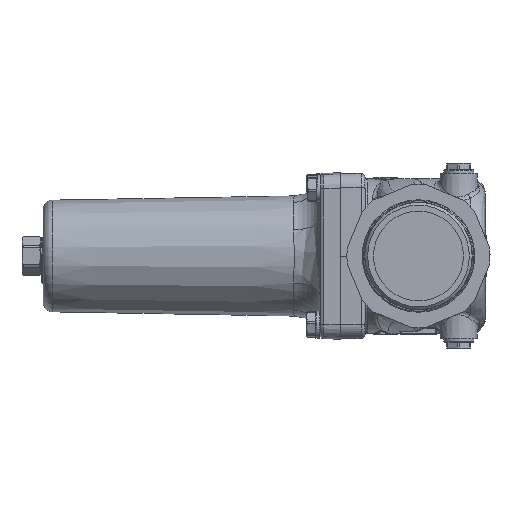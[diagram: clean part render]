
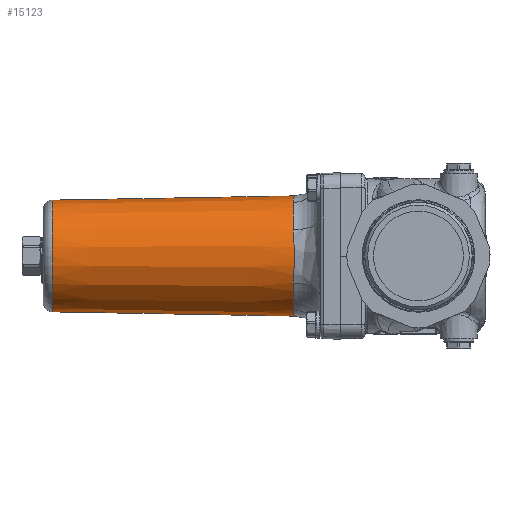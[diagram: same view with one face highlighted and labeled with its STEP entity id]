
A CAD part, left-side view. The second image highlights one B-rep face of the part: STEP entity #15123.
In plain terms, the highlighted conical face has half-angle 1 degrees and reference radius 33 mm.
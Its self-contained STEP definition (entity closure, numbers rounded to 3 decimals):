
#997=B_SPLINE_CURVE_WITH_KNOTS('',3,(#40954,#40955,#40956,#40957,#40958,
#40959),.UNSPECIFIED.,.F.,.F.,(4,1,1,4),(-3.142,-2.244,
-0.449,0.),.UNSPECIFIED.);
#998=B_SPLINE_CURVE_WITH_KNOTS('',3,(#40962,#40963,#40964,#40965,#40966,
#40967,#40968),.UNSPECIFIED.,.F.,.F.,(4,1,1,1,4),(-3.142,-2.244,
-0.449,1.346,3.142),.UNSPECIFIED.);
#999=B_SPLINE_CURVE_WITH_KNOTS('',3,(#40970,#40971,#40972,#40973,#40974,
#40975,#40976),.UNSPECIFIED.,.F.,.F.,(4,1,1,1,4),(-3.142,-2.244,
-0.449,1.346,3.142),.UNSPECIFIED.);
#1000=B_SPLINE_CURVE_WITH_KNOTS('',3,(#40979,#40980,#40981,#40982,#40983,
#40984,#40985),.UNSPECIFIED.,.F.,.F.,(4,1,1,1,4),(-3.142,-2.244,
-0.449,1.346,3.142),.UNSPECIFIED.);
#1001=B_SPLINE_CURVE_WITH_KNOTS('',3,(#40986,#40987,#40988,#40989,#40990),
 .UNSPECIFIED.,.F.,.F.,(4,1,4),(0.,1.346,3.142),
 .UNSPECIFIED.);
#2682=FACE_OUTER_BOUND('',#3678,.T.);
#3678=EDGE_LOOP('',(#13333,#13334,#13335,#13336,#13337,#13338,#13339,#13340,
#13341,#13342,#13343,#13344,#13345));
#4338=LINE('',#40952,#4944);
#4944=VECTOR('',#19692,33.);
#5632=CIRCLE('',#16278,32.743);
#5639=CIRCLE('',#16287,32.743);
#5698=CIRCLE('',#16512,30.45);
#5700=CIRCLE('',#16514,30.45);
#5701=CIRCLE('',#16516,32.743);
#5702=CIRCLE('',#16517,32.743);
#6822=VERTEX_POINT('',#39979);
#6823=VERTEX_POINT('',#39981);
#6833=VERTEX_POINT('',#40007);
#6835=VERTEX_POINT('',#40010);
#6999=VERTEX_POINT('',#40945);
#7000=VERTEX_POINT('',#40946);
#7001=VERTEX_POINT('',#40951);
#7002=VERTEX_POINT('',#40953);
#7003=VERTEX_POINT('',#40960);
#7004=VERTEX_POINT('',#40969);
#7005=VERTEX_POINT('',#40977);
#8863=EDGE_CURVE('',#6822,#6823,#5632,.T.);
#8875=EDGE_CURVE('',#6833,#6835,#5639,.T.);
#9160=EDGE_CURVE('',#6999,#7000,#5698,.T.);
#9162=EDGE_CURVE('',#7000,#6999,#5700,.T.);
#9163=EDGE_CURVE('',#6999,#7001,#4338,.T.);
#9164=EDGE_CURVE('',#7002,#7001,#997,.T.);
#9165=EDGE_CURVE('',#7003,#7002,#5701,.T.);
#9166=EDGE_CURVE('',#6835,#7003,#998,.T.);
#9167=EDGE_CURVE('',#7004,#6833,#999,.T.);
#9168=EDGE_CURVE('',#7005,#7004,#5702,.T.);
#9169=EDGE_CURVE('',#6823,#7005,#1000,.T.);
#9170=EDGE_CURVE('',#7001,#6822,#1001,.T.);
#13333=ORIENTED_EDGE('',*,*,#9160,.F.);
#13334=ORIENTED_EDGE('',*,*,#9163,.T.);
#13335=ORIENTED_EDGE('',*,*,#9164,.F.);
#13336=ORIENTED_EDGE('',*,*,#9165,.F.);
#13337=ORIENTED_EDGE('',*,*,#9166,.F.);
#13338=ORIENTED_EDGE('',*,*,#8875,.F.);
#13339=ORIENTED_EDGE('',*,*,#9167,.F.);
#13340=ORIENTED_EDGE('',*,*,#9168,.F.);
#13341=ORIENTED_EDGE('',*,*,#9169,.F.);
#13342=ORIENTED_EDGE('',*,*,#8863,.F.);
#13343=ORIENTED_EDGE('',*,*,#9170,.F.);
#13344=ORIENTED_EDGE('',*,*,#9163,.F.);
#13345=ORIENTED_EDGE('',*,*,#9162,.F.);
#14298=CONICAL_SURFACE('',#16515,33.,0.017);
#15123=ADVANCED_FACE('',(#2682),#14298,.T.);
#16278=AXIS2_PLACEMENT_3D('',#39982,#19054,#19055);
#16287=AXIS2_PLACEMENT_3D('',#40011,#19076,#19077);
#16512=AXIS2_PLACEMENT_3D('',#40947,#19684,#19685);
#16514=AXIS2_PLACEMENT_3D('',#40949,#19688,#19689);
#16515=AXIS2_PLACEMENT_3D('',#40950,#19690,#19691);
#16516=AXIS2_PLACEMENT_3D('',#40961,#19693,#19694);
#16517=AXIS2_PLACEMENT_3D('',#40978,#19695,#19696);
#19054=DIRECTION('center_axis',(0.,-1.,0.));
#19055=DIRECTION('ref_axis',(0.009,0.,-1.));
#19076=DIRECTION('center_axis',(0.,-1.,0.));
#19077=DIRECTION('ref_axis',(0.009,0.,-1.));
#19684=DIRECTION('center_axis',(0.,1.,0.));
#19685=DIRECTION('ref_axis',(0.009,0.,-1.));
#19688=DIRECTION('center_axis',(0.,1.,0.));
#19689=DIRECTION('ref_axis',(0.009,0.,-1.));
#19690=DIRECTION('center_axis',(0.,-1.,0.));
#19691=DIRECTION('ref_axis',(0.009,0.,-1.));
#19692=DIRECTION('',(0.,-1.,0.017));
#19693=DIRECTION('center_axis',(0.,-1.,0.));
#19694=DIRECTION('ref_axis',(0.009,0.,-1.));
#19695=DIRECTION('center_axis',(0.,-1.,0.));
#19696=DIRECTION('ref_axis',(0.009,0.,-1.));
#39979=CARTESIAN_POINT('',(-14.729,68.304,29.243));
#39981=CARTESIAN_POINT('',(-29.498,68.304,14.211));
#39982=CARTESIAN_POINT('Origin',(0.,68.304,
0.));
#40007=CARTESIAN_POINT('',(14.729,68.304,-29.243));
#40010=CARTESIAN_POINT('',(29.498,68.304,-14.211));
#40011=CARTESIAN_POINT('Origin',(0.,68.304,
0.));
#40945=CARTESIAN_POINT('',(-0.269,199.653,30.449));
#40946=CARTESIAN_POINT('',(-30.449,199.653,-0.269));
#40947=CARTESIAN_POINT('Origin',(0.,199.653,0.));
#40949=CARTESIAN_POINT('Origin',(0.,199.653,0.));
#40950=CARTESIAN_POINT('Origin',(0.,53.566,
0.));
#40951=CARTESIAN_POINT('',(-0.289,67.575,32.754));
#40952=CARTESIAN_POINT('',(-0.291,53.566,32.999));
#40953=CARTESIAN_POINT('',(14.211,68.304,29.498));
#40954=CARTESIAN_POINT('Ctrl Pts',(14.211,68.304,29.498));
#40955=CARTESIAN_POINT('Ctrl Pts',(12.924,68.304,30.118));
#40956=CARTESIAN_POINT('Ctrl Pts',(8.946,68.077,31.728));
#40957=CARTESIAN_POINT('Ctrl Pts',(3.998,67.615,32.675));
#40958=CARTESIAN_POINT('Ctrl Pts',(0.426,67.573,32.76));
#40959=CARTESIAN_POINT('Ctrl Pts',(-0.289,67.575,
32.754));
#40960=CARTESIAN_POINT('',(29.243,68.304,14.729));
#40961=CARTESIAN_POINT('Origin',(0.,68.304,
0.));
#40962=CARTESIAN_POINT('Ctrl Pts',(29.498,68.304,-14.211));
#40963=CARTESIAN_POINT('Ctrl Pts',(30.118,68.304,-12.924));
#40964=CARTESIAN_POINT('Ctrl Pts',(31.728,68.077,-8.946));
#40965=CARTESIAN_POINT('Ctrl Pts',(33.081,67.417,-1.878));
#40966=CARTESIAN_POINT('Ctrl Pts',(32.434,67.732,6.75));
#40967=CARTESIAN_POINT('Ctrl Pts',(30.528,68.304,12.177));
#40968=CARTESIAN_POINT('Ctrl Pts',(29.243,68.304,14.729));
#40969=CARTESIAN_POINT('',(-14.211,68.304,-29.498));
#40970=CARTESIAN_POINT('Ctrl Pts',(-14.211,68.304,-29.498));
#40971=CARTESIAN_POINT('Ctrl Pts',(-12.924,68.304,-30.118));
#40972=CARTESIAN_POINT('Ctrl Pts',(-8.946,68.077,-31.728));
#40973=CARTESIAN_POINT('Ctrl Pts',(-1.878,67.417,-33.081));
#40974=CARTESIAN_POINT('Ctrl Pts',(6.75,67.732,-32.434));
#40975=CARTESIAN_POINT('Ctrl Pts',(12.177,68.304,-30.528));
#40976=CARTESIAN_POINT('Ctrl Pts',(14.729,68.304,-29.243));
#40977=CARTESIAN_POINT('',(-29.243,68.304,-14.729));
#40978=CARTESIAN_POINT('Origin',(0.,68.304,
0.));
#40979=CARTESIAN_POINT('Ctrl Pts',(-29.498,68.304,14.211));
#40980=CARTESIAN_POINT('Ctrl Pts',(-30.118,68.304,12.924));
#40981=CARTESIAN_POINT('Ctrl Pts',(-31.728,68.077,8.946));
#40982=CARTESIAN_POINT('Ctrl Pts',(-33.081,67.417,1.878));
#40983=CARTESIAN_POINT('Ctrl Pts',(-32.434,67.732,-6.75));
#40984=CARTESIAN_POINT('Ctrl Pts',(-30.528,68.304,-12.177));
#40985=CARTESIAN_POINT('Ctrl Pts',(-29.243,68.304,-14.729));
#40986=CARTESIAN_POINT('Ctrl Pts',(-0.289,67.575,
32.754));
#40987=CARTESIAN_POINT('Ctrl Pts',(-2.432,67.58,32.735));
#40988=CARTESIAN_POINT('Ctrl Pts',(-7.429,67.804,32.196));
#40989=CARTESIAN_POINT('Ctrl Pts',(-12.177,68.304,30.528));
#40990=CARTESIAN_POINT('Ctrl Pts',(-14.729,68.304,29.243));
